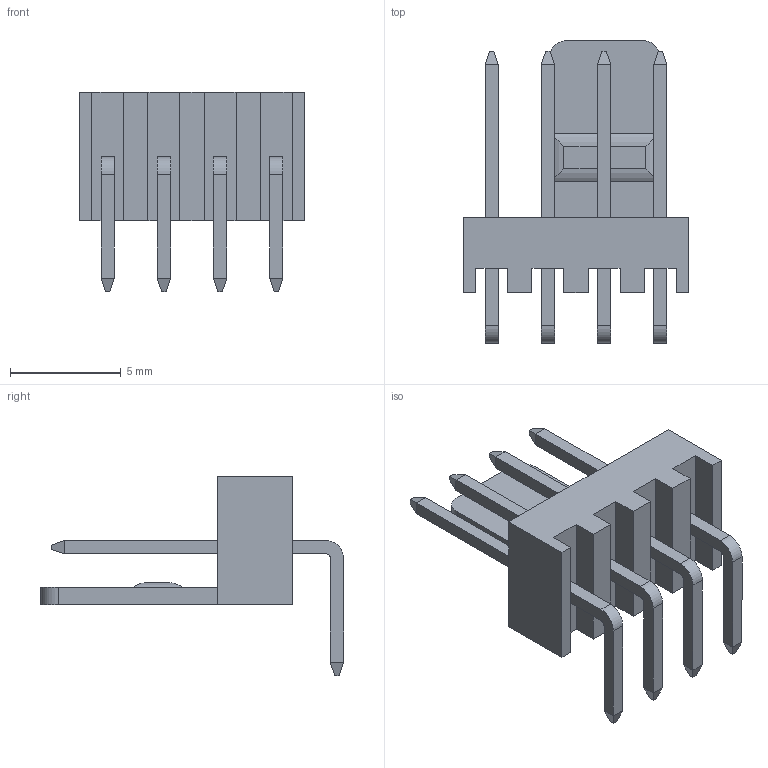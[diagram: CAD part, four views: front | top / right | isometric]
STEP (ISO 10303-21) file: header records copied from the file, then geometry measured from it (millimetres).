
FILE_DESCRIPTION (( 'STEP AP214' ), '1' );
FILE_NAME ('Fan Header, 4Pin, 2.54mm, Horizontal.STEP', '2019-09-24T21:09:35', ( '' ), ( '' ), 'SwSTEP 2.0', 'SolidWorks 2017', '' );
FILE_SCHEMA (( 'AUTOMOTIVE_DESIGN' ));
Length unit declared in the file: millimetre
Products named in the file (3): Fan Header 4Pin-Body; Fan Header-Pin Horizontal; Fan Header, 4Pin, 2.54mm, Horizontal
Assembly tree (5 placements, depth 2):
  Fan Header, 4Pin, 2.54mm, Horizontal
    Fan Header 4Pin-Body
    Fan Header-Pin Horizontal  x4
Bounding box: 10.2 x 13.7 x 9 mm (x, y, z)
Volume: 219 mm3; surface area: 550.1 mm2
Topology: 5 solids, 5 shells, 137 faces, 330 edges, 204 vertices
Faces by surface type: plane 123, cylinder 14
Entity records: 2570 total; most frequent: CARTESIAN_POINT 445, ORIENTED_EDGE 420, DIRECTION 396, EDGE_CURVE 210, LINE 198, VECTOR 198, VERTEX_POINT 132, AXIS2_PLACEMENT_3D 99
